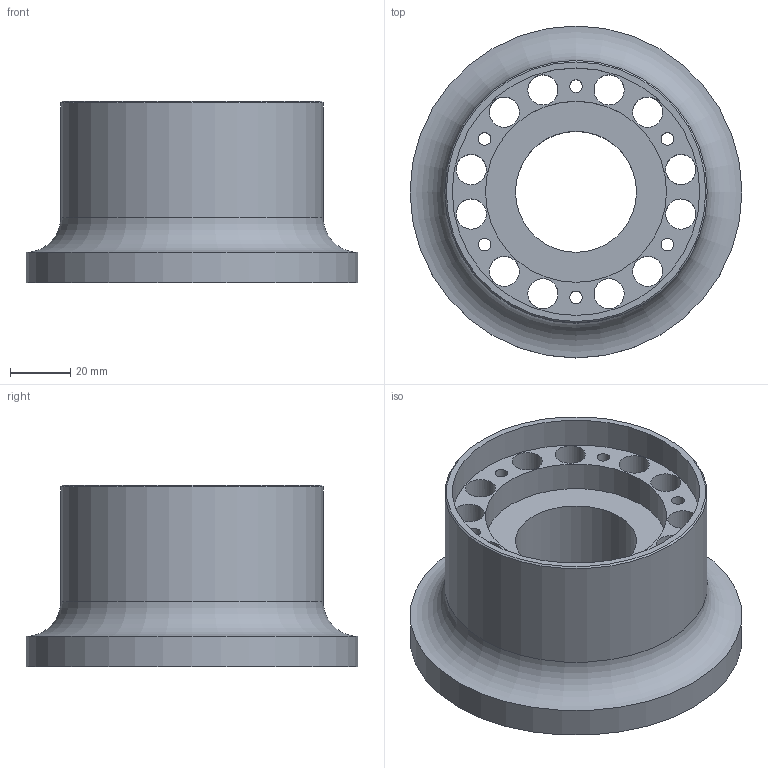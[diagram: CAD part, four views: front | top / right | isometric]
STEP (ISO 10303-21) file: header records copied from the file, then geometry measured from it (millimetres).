
FILE_DESCRIPTION(/* description */ (''),/* implementation_level */ '2;1');
FILE_NAME(/* name */ 'Moyeu_QR_V3 v2.step',/* time_stamp */ '2019-10-05T16:01:30+02:00',/* author */ (''),/* organization */ (''),/* preprocessor_version */ 'ST-DEVELOPER v18',/* originating_system */ 'Autodesk Translation Framework v8.6.0.1094',/* authorisation */ '');
FILE_SCHEMA (('AUTOMOTIVE_DESIGN { 1 0 10303 214 3 1 1 }'));
Length unit declared in the file: millimetre
Products named in the file (1): Moyeu_QR_V3
Bounding box: 110 x 110 x 60 mm (x, y, z)
Volume: 140931.8 mm3; surface area: 59870.9 mm2
Topology: 1 solids, 1 shells, 34 faces, 121 edges, 81 vertices
Faces by surface type: cylinder 24, plane 6, cone 2, torus 2
Full cylindrical faces by diameter (mm): 4.2 x6, 10 x12, 40.1 x1, 60 x1, 82 x1, 87 x1, 104 x1, 110 x1
Entity records: 1484 total; most frequent: DIRECTION 286, ORIENTED_EDGE 242, CARTESIAN_POINT 237, AXIS2_PLACEMENT_3D 130, EDGE_CURVE 121, CIRCLE 95, VERTEX_POINT 81, EDGE_LOOP 64
